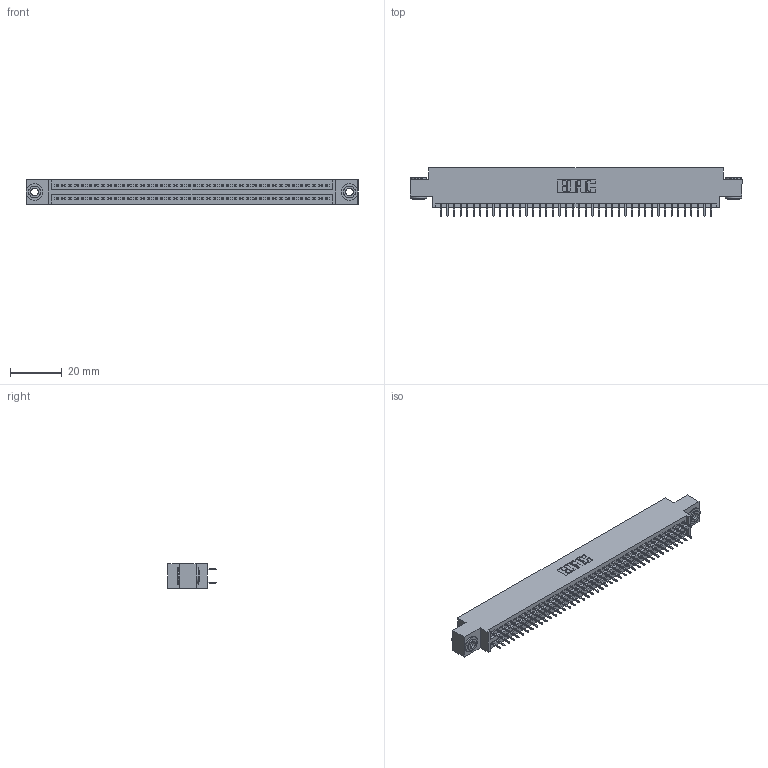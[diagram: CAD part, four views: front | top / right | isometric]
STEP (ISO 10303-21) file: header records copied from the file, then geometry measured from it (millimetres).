
FILE_DESCRIPTION (( 'STEP AP203' ), '1' );
FILE_NAME ('345-084-525-803.STEP', '2020-09-21T13:12:23', ( '' ), ( '' ), 'SwSTEP 2.0', 'SolidWorks 2020', '' );
FILE_SCHEMA (( 'CONFIG_CONTROL_DESIGN' ));
Length unit declared in the file: inch
Products named in the file (4): 345 Part_0.170 Offset - 0.156 Dia-TH; 345-084-525-803; 345-250-002_345-250-002-102; 345-292-001_345-293-125
Assembly tree (87 placements, depth 2):
  345-084-525-803
    345 Part_0.170 Offset - 0.156 Dia-TH
    345-292-001_345-293-125  x84
    345-250-002_345-250-002-102  x2
Bounding box: 127.89 x 18.72 x 9.4 mm (x, y, z)
Volume: 12191 mm3; surface area: 17952.1 mm2
Topology: 87 solids, 87 shells, 4704 faces, 13281 edges, 8514 vertices
Faces by surface type: plane 3370, cylinder 1326, cone 8
Entity records: 33810 total; most frequent: CARTESIAN_POINT 5643, ORIENTED_EDGE 5570, DIRECTION 5007, EDGE_CURVE 2785, VECTOR 2465, LINE 2465, VERTEX_POINT 1850, AXIS2_PLACEMENT_3D 1271
